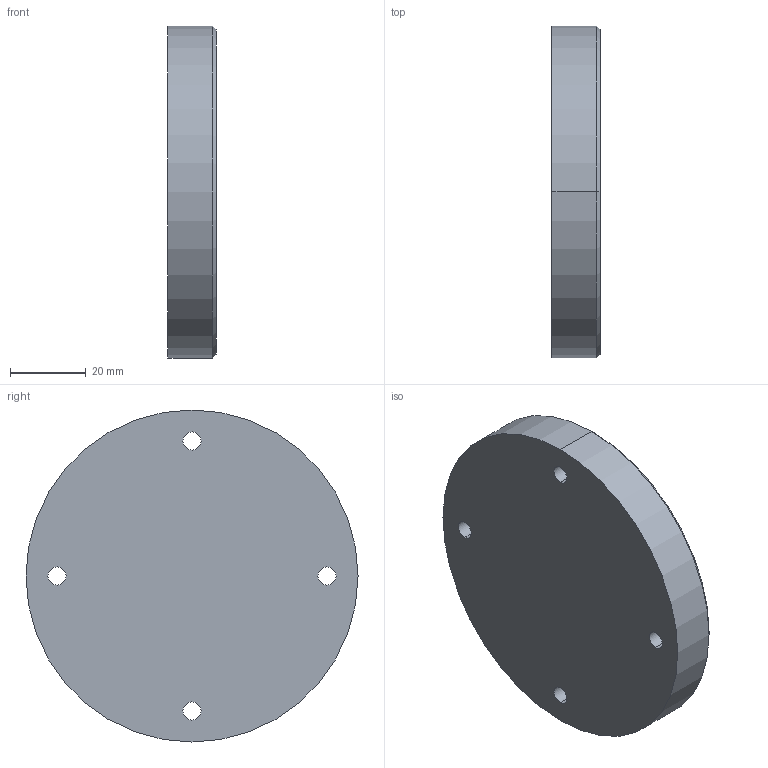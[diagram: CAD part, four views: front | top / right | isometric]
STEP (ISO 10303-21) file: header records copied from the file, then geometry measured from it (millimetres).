
FILE_DESCRIPTION (( 'STEP AP214' ), '1' );
FILE_NAME ('Lower Pin Ring Interstage Coupler, PC Redesign.STEP', '2024-10-27T20:08:18', ( '' ), ( '' ), 'SwSTEP 2.0', 'SolidWorks 2024', '' );
FILE_SCHEMA (( 'AUTOMOTIVE_DESIGN' ));
Length unit declared in the file: centimetre
Products named in the file (1): Lower Pin Ring Interstage Coupler, PC Redesign
Bounding box: 12.7 x 87.75 x 87.75 mm (x, y, z)
Volume: 51847.6 mm3; surface area: 21998.9 mm2
Topology: 1 solids, 1 shells, 206 faces, 565 edges, 376 vertices
Faces by surface type: cylinder 117, plane 87, cone 2
Entity records: 6668 total; most frequent: DIRECTION 1215, CARTESIAN_POINT 1148, ORIENTED_EDGE 1130, EDGE_CURVE 565, AXIS2_PLACEMENT_3D 443, VERTEX_POINT 376, VECTOR 329, LINE 329
